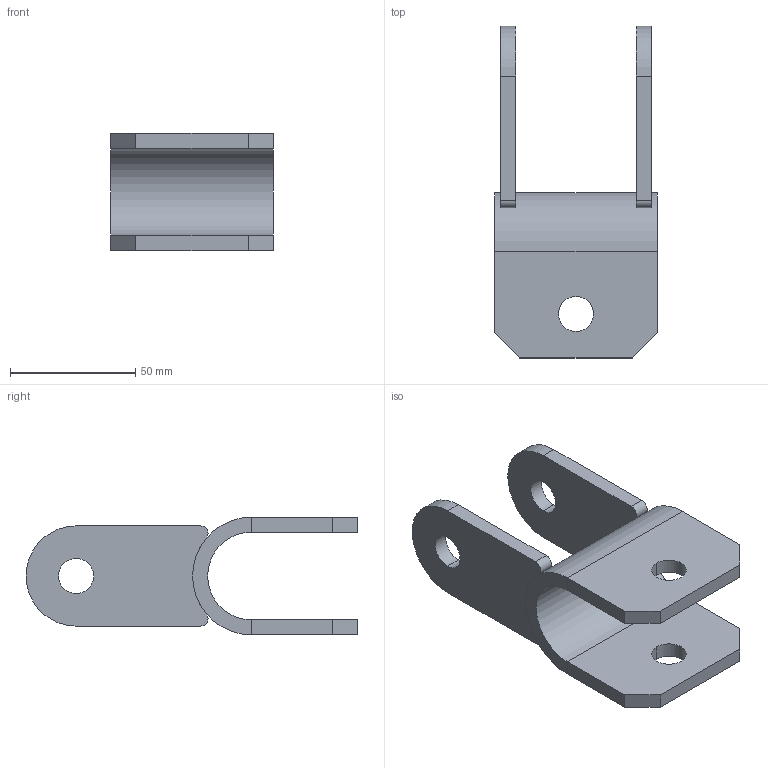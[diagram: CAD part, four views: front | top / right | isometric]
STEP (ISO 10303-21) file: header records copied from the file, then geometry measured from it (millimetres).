
FILE_DESCRIPTION (( 'STEP AP203' ), '1' );
FILE_NAME ('3484-MU103-30_REV_.step', '2026-01-04T05:14:04', ( '' ), ( '' ), 'SwSTEP 2.0', 'SolidWorks 2025', '' );
FILE_SCHEMA (( 'CONFIG_CONTROL_DESIGN' ));
Length unit declared in the file: millimetre
Products named in the file (3): 3484-MU103-30_REV_; 3484-MU103-30-10; 3484-MU103-30-11
Assembly tree (3 placements, depth 2):
  3484-MU103-30_REV_
    3484-MU103-30-10
    3484-MU103-30-11  x2
Bounding box: 65 x 132.5 x 47 mm (x, y, z)
Volume: 84531.1 mm3; surface area: 34167 mm2
Topology: 3 solids, 3 shells, 42 faces, 100 edges, 64 vertices
Faces by surface type: plane 24, cylinder 18
Entity records: 1269 total; most frequent: DIRECTION 176, CARTESIAN_POINT 162, ORIENTED_EDGE 152, EDGE_CURVE 76, AXIS2_PLACEMENT_3D 62, VECTOR 52, LINE 52, VERTEX_POINT 48
